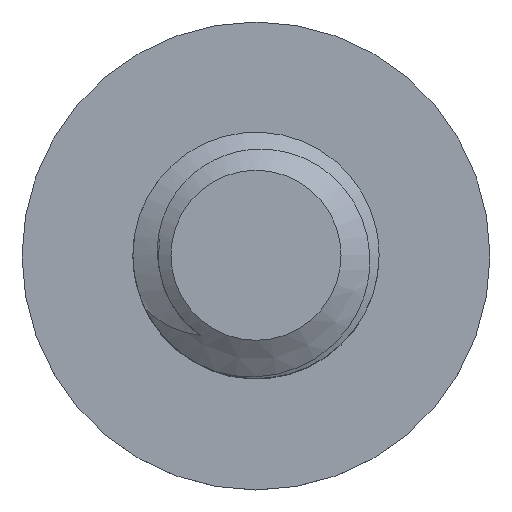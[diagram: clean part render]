
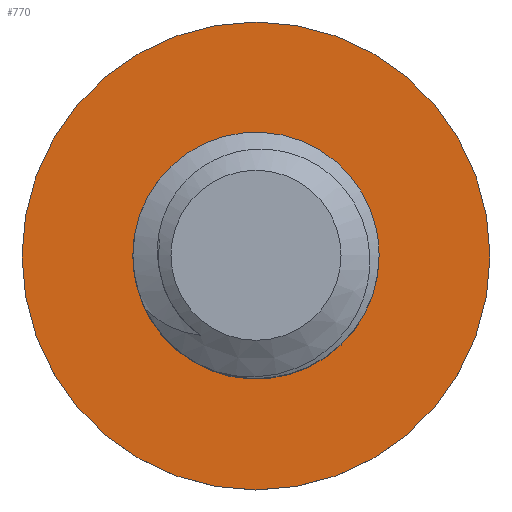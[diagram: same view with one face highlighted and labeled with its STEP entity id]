
A CAD part, top view. The second image highlights one B-rep face of the part: STEP entity #770.
In plain terms, the highlighted planar face has unit normal (0, 0, 1).
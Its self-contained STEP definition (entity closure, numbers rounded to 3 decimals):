
#14=FACE_BOUND($,#112,.T.);
#58=B_SPLINE_CURVE_WITH_KNOTS($,3,(#1072,#1073,#1074,#1075,#1076,#1077,
#1078,#1079,#1080,#1081,#1082,#1083,#1084,#1085,#1086,#1087,#1088,#1089),
 .UNSPECIFIED.,.F.,.F.,(4,2,2,2,2,2,2,2,4),(0.,0.07,0.135,
0.224,0.26,0.316,0.376,
0.427,0.497),.UNSPECIFIED.);
#59=B_SPLINE_CURVE_WITH_KNOTS($,3,(#1092,#1093,#1094,#1095,#1096,#1097,
#1098,#1099,#1100,#1101,#1102,#1103,#1104,#1105,#1106,#1107,#1108,#1109),
 .UNSPECIFIED.,.F.,.F.,(4,2,2,2,2,2,2,2,4),(0.,0.052,0.102,
0.179,0.282,0.412,0.537,
0.576,0.603),.UNSPECIFIED.);
#71=PLANE($,#804);
#88=FACE_OUTER_BOUND($,#111,.T.);
#111=EDGE_LOOP($,(#561));
#112=EDGE_LOOP($,(#562,#563,#564,#565));
#129=CIRCLE($,#796,4.75);
#130=CIRCLE($,#805,2.5);
#131=CIRCLE($,#806,1.98);
#253=VERTEX_POINT($,#1047);
#254=VERTEX_POINT($,#1068);
#255=VERTEX_POINT($,#1069);
#256=VERTEX_POINT($,#1071);
#257=VERTEX_POINT($,#1090);
#379=EDGE_CURVE($,#253,#253,#129,.T.);
#385=EDGE_CURVE($,#254,#255,#130,.T.);
#386=EDGE_CURVE($,#254,#256,#58,.T.);
#387=EDGE_CURVE($,#256,#257,#131,.T.);
#388=EDGE_CURVE($,#257,#255,#59,.T.);
#561=ORIENTED_EDGE($,*,*,#379,.F.);
#562=ORIENTED_EDGE($,*,*,#385,.F.);
#563=ORIENTED_EDGE($,*,*,#386,.T.);
#564=ORIENTED_EDGE($,*,*,#387,.T.);
#565=ORIENTED_EDGE($,*,*,#388,.T.);
#770=ADVANCED_FACE($,(#88,#14),#71,.F.);
#796=AXIS2_PLACEMENT_3D($,#1048,#860,#861);
#804=AXIS2_PLACEMENT_3D($,#1067,#878,#879);
#805=AXIS2_PLACEMENT_3D($,#1070,#880,#881);
#806=AXIS2_PLACEMENT_3D($,#1091,#882,#883);
#860=DIRECTION('center_axis',(0.,0.,-1.));
#861=DIRECTION('ref_axis',(-1.,0.,0.));
#878=DIRECTION('center_axis',(0.,0.,-1.));
#879=DIRECTION('ref_axis',(-1.,0.,0.));
#880=DIRECTION('center_axis',(0.,0.,1.));
#881=DIRECTION('ref_axis',(1.,0.,0.));
#882=DIRECTION('center_axis',(0.,0.,-1.));
#883=DIRECTION('ref_axis',(1.,0.,0.));
#1047=CARTESIAN_POINT('',(4.75,0.,-8.));
#1048=CARTESIAN_POINT('Origin',(0.,0.,-8.));
#1067=CARTESIAN_POINT('Origin',(0.,0.,-8.));
#1068=CARTESIAN_POINT('',(0.,2.5,-8.));
#1069=CARTESIAN_POINT('',(-1.752,1.784,-8.));
#1070=CARTESIAN_POINT('Origin',(0.,0.,-8.));
#1071=CARTESIAN_POINT('',(1.388,-1.413,-8.));
#1072=CARTESIAN_POINT('Ctrl Pts',(0.,2.5,
-8.));
#1073=CARTESIAN_POINT('Ctrl Pts',(0.234,2.481,-8.));
#1074=CARTESIAN_POINT('Ctrl Pts',(0.464,2.428,-8.));
#1075=CARTESIAN_POINT('Ctrl Pts',(0.881,2.264,-8.));
#1076=CARTESIAN_POINT('Ctrl Pts',(1.069,2.159,-8.));
#1077=CARTESIAN_POINT('Ctrl Pts',(1.478,1.851,-8.));
#1078=CARTESIAN_POINT('Ctrl Pts',(1.68,1.629,-8.));
#1079=CARTESIAN_POINT('Ctrl Pts',(1.898,1.273,-8.));
#1080=CARTESIAN_POINT('Ctrl Pts',(1.967,1.145,-8.));
#1081=CARTESIAN_POINT('Ctrl Pts',(2.117,0.751,-8.));
#1082=CARTESIAN_POINT('Ctrl Pts',(2.165,0.494,-8.));
#1083=CARTESIAN_POINT('Ctrl Pts',(2.167,-0.039,
-8.));
#1084=CARTESIAN_POINT('Ctrl Pts',(2.115,-0.311,-8.));
#1085=CARTESIAN_POINT('Ctrl Pts',(1.927,-0.78,-8.));
#1086=CARTESIAN_POINT('Ctrl Pts',(1.825,-0.938,-8.));
#1087=CARTESIAN_POINT('Ctrl Pts',(1.647,-1.179,-8.));
#1088=CARTESIAN_POINT('Ctrl Pts',(1.525,-1.305,-8.));
#1089=CARTESIAN_POINT('Ctrl Pts',(1.388,-1.413,-8.));
#1090=CARTESIAN_POINT('',(0.,-1.98,-8.));
#1091=CARTESIAN_POINT('Origin',(0.,0.,-8.));
#1092=CARTESIAN_POINT('Ctrl Pts',(0.,-1.98,
-8.));
#1093=CARTESIAN_POINT('Ctrl Pts',(-0.173,-1.998,
-8.));
#1094=CARTESIAN_POINT('Ctrl Pts',(-0.348,-1.994,
-8.));
#1095=CARTESIAN_POINT('Ctrl Pts',(-0.685,-1.943,
-8.));
#1096=CARTESIAN_POINT('Ctrl Pts',(-0.846,-1.898,
-8.));
#1097=CARTESIAN_POINT('Ctrl Pts',(-1.238,-1.738,-8.));
#1098=CARTESIAN_POINT('Ctrl Pts',(-1.456,-1.597,-8.));
#1099=CARTESIAN_POINT('Ctrl Pts',(-1.891,-1.185,-8.));
#1100=CARTESIAN_POINT('Ctrl Pts',(-2.045,-0.923,
-8.));
#1101=CARTESIAN_POINT('Ctrl Pts',(-2.26,-0.439,
-8.));
#1102=CARTESIAN_POINT('Ctrl Pts',(-2.326,-0.148,-8.));
#1103=CARTESIAN_POINT('Ctrl Pts',(-2.347,0.432,-8.));
#1104=CARTESIAN_POINT('Ctrl Pts',(-2.304,0.716,-8.));
#1105=CARTESIAN_POINT('Ctrl Pts',(-2.183,1.068,-8.));
#1106=CARTESIAN_POINT('Ctrl Pts',(-2.123,1.225,-8.));
#1107=CARTESIAN_POINT('Ctrl Pts',(-1.938,1.544,-8.));
#1108=CARTESIAN_POINT('Ctrl Pts',(-1.85,1.668,-8.));
#1109=CARTESIAN_POINT('Ctrl Pts',(-1.752,1.784,-8.));
